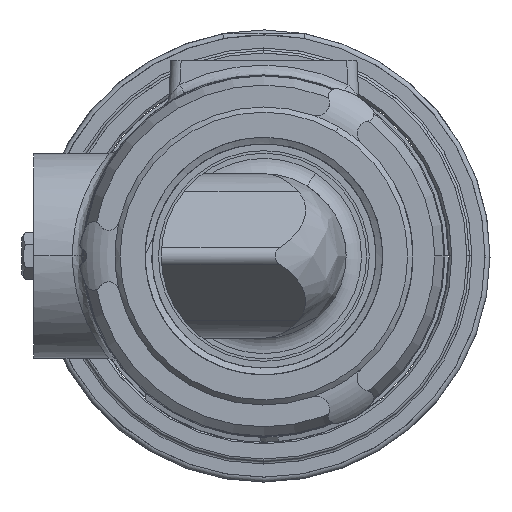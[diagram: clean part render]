
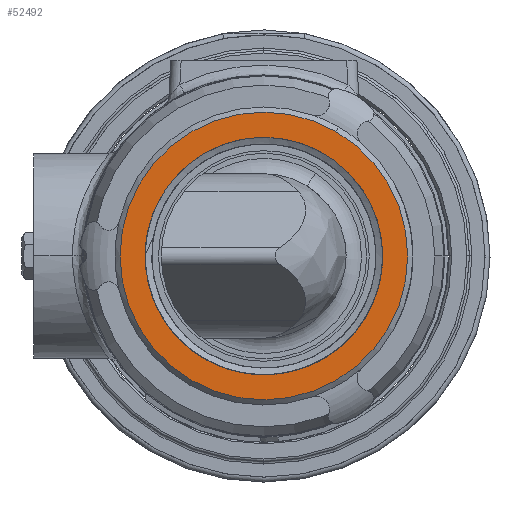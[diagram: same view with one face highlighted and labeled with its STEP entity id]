
A CAD part, left-side view. The second image highlights one B-rep face of the part: STEP entity #52492.
In plain terms, the highlighted planar face has unit normal (-1, 0, 0).
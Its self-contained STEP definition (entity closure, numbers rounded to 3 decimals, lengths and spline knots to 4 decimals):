
#46009=CARTESIAN_POINT('',(-0.759,0.,0.));
#46010=DIRECTION('',(-1.,0.,0.));
#46011=DIRECTION('',(0.,0.5,-0.866));
#46012=AXIS2_PLACEMENT_3D('',#46009,#46010,#46011);
#46014=CARTESIAN_POINT('',(-0.759,0.,0.));
#46015=DIRECTION('',(-1.,0.,0.));
#46016=DIRECTION('',(0.,-0.5,0.866));
#46017=AXIS2_PLACEMENT_3D('',#46014,#46015,#46016);
#46019=CARTESIAN_POINT('',(-0.759,-1.4042,-0.3387));
#46020=CARTESIAN_POINT('',(-0.759,-1.3881,-0.4056));
#46021=CARTESIAN_POINT('',(-0.759,-1.3467,-0.5354));
#46022=CARTESIAN_POINT('',(-0.759,-1.2582,-0.7192));
#46023=CARTESIAN_POINT('',(-0.759,-1.1448,-0.8889));
#46024=CARTESIAN_POINT('',(-0.759,-1.0053,-1.0445));
#46025=CARTESIAN_POINT('',(-0.759,-0.8397,-1.182));
#46026=CARTESIAN_POINT('',(-0.759,-0.654,-1.294));
#46027=CARTESIAN_POINT('',(-0.759,-0.4557,-1.3763));
#46028=CARTESIAN_POINT('',(-0.759,-0.2476,-1.4285));
#46029=CARTESIAN_POINT('',(-0.759,-0.0344,-1.4494));
#46030=CARTESIAN_POINT('',(-0.759,0.1807,-1.4385));
#46031=CARTESIAN_POINT('',(-0.759,0.3903,-1.3962));
#46032=CARTESIAN_POINT('',(-0.759,0.5917,-1.3235));
#46033=CARTESIAN_POINT('',(-0.759,0.7805,-1.2218));
#46034=CARTESIAN_POINT('',(-0.759,0.9544,-1.0915));
#46035=CARTESIAN_POINT('',(-0.759,1.1064,-0.9369));
#46036=CARTESIAN_POINT('',(-0.759,1.2323,-0.7638));
#46037=CARTESIAN_POINT('',(-0.759,1.3325,-0.5718));
#46038=CARTESIAN_POINT('',(-0.759,1.4029,-0.3661));
#46039=CARTESIAN_POINT('',(-0.759,1.4415,-0.1549));
#46040=CARTESIAN_POINT('',(-0.759,1.4486,0.0598));
#46041=CARTESIAN_POINT('',(-0.759,1.4237,0.2736));
#46042=CARTESIAN_POINT('',(-0.759,1.3679,0.4806));
#46043=CARTESIAN_POINT('',(-0.759,1.2807,0.6798));
#46044=CARTESIAN_POINT('',(-0.759,1.1653,0.8626));
#46045=CARTESIAN_POINT('',(-0.759,1.0257,1.0247));
#46046=CARTESIAN_POINT('',(-0.759,0.861,1.1667));
#46047=CARTESIAN_POINT('',(-0.759,0.6774,1.2818));
#46048=CARTESIAN_POINT('',(-0.759,0.4821,1.3673));
#46049=CARTESIAN_POINT('',(-0.759,0.2738,1.4237));
#46050=CARTESIAN_POINT('',(-0.759,0.0606,1.4486));
#46051=CARTESIAN_POINT('',(-0.759,-0.1568,1.4415));
#46052=CARTESIAN_POINT('',(-0.759,-0.3714,1.4015));
#46053=CARTESIAN_POINT('',(-0.759,-0.5721,1.3319));
#46054=CARTESIAN_POINT('',(-0.759,-0.7571,1.236));
#46055=CARTESIAN_POINT('',(-0.759,-0.9259,1.1151));
#46056=CARTESIAN_POINT('',(-0.759,-1.074,0.9731));
#46057=CARTESIAN_POINT('',(-0.759,-1.2007,0.8118));
#46058=CARTESIAN_POINT('',(-0.759,-1.304,0.6327));
#46059=CARTESIAN_POINT('',(-0.759,-1.3805,0.4416));
#46060=CARTESIAN_POINT('',(-0.759,-1.4292,0.2411));
#46061=CARTESIAN_POINT('',(-0.759,-1.4423,0.1052));
#46062=CARTESIAN_POINT('',(-0.759,-1.444,0.0363));
#46064=CARTESIAN_POINT('',(-0.759,-1.444,0.0363));
#46065=CARTESIAN_POINT('',(-0.759,-1.445,-0.0015));
#46066=CARTESIAN_POINT('',(-0.759,-1.444,-0.0797));
#46067=CARTESIAN_POINT('',(-0.759,-1.432,-0.2037));
#46068=CARTESIAN_POINT('',(-0.759,-1.4153,-0.2928));
#46069=CARTESIAN_POINT('',(-0.759,-1.4042,-0.3387));
#51834=CARTESIAN_POINT('',(-0.759,0.8748,-1.5151));
#51836=VERTEX_POINT('',#51834);
#51844=CARTESIAN_POINT('',(-0.759,-0.8748,1.5151));
#51845=VERTEX_POINT('',#51844);
#51979=VERTEX_POINT('',#46019);
#51980=VERTEX_POINT('',#46062);
#52475=CARTESIAN_POINT('',(-0.759,3.0248,-1.1404));
#52476=DIRECTION('',(1.,0.,0.));
#52477=DIRECTION('',(0.,-0.866,-0.5));
#52478=AXIS2_PLACEMENT_3D('',#52475,#52476,#52477);
#52479=PLANE('',#52478);
#52481=ORIENTED_EDGE('',*,*,#52480,.F.);
#52483=ORIENTED_EDGE('',*,*,#52482,.F.);
#52484=EDGE_LOOP('',(#52481,#52483));
#52485=FACE_OUTER_BOUND('',#52484,.F.);
#52487=ORIENTED_EDGE('',*,*,#52486,.F.);
#52489=ORIENTED_EDGE('',*,*,#52488,.F.);
#52490=EDGE_LOOP('',(#52487,#52489));
#52491=FACE_BOUND('',#52490,.F.);
#52492=ADVANCED_FACE('',(#52485,#52491),#52479,.F.);
#46013=CIRCLE('',#46012,1.7495);
#46018=CIRCLE('',#46017,1.7495);
#46063=B_SPLINE_CURVE_WITH_KNOTS('',3,(#46019,#46020,#46021,#46022,#46023,
#46024,#46025,#46026,#46027,#46028,#46029,#46030,#46031,#46032,#46033,#46034,
#46035,#46036,#46037,#46038,#46039,#46040,#46041,#46042,#46043,#46044,#46045,
#46046,#46047,#46048,#46049,#46050,#46051,#46052,#46053,#46054,#46055,#46056,
#46057,#46058,#46059,#46060,#46061,#46062),.UNSPECIFIED.,.F.,.F.,(4,1,1,1,1,1,1,
1,1,1,1,1,1,1,1,1,1,1,1,1,1,1,1,1,1,1,1,1,1,1,1,1,1,1,1,1,1,1,1,1,1,4),(0.,
0.0244,0.0488,0.0732,0.0976,
0.122,0.1463,0.1707,0.1951,
0.2195,0.2439,0.2683,0.2927,
0.3171,0.3415,0.3659,0.3902,
0.4146,0.439,0.4634,0.4878,
0.5122,0.5366,0.561,0.5854,
0.6098,0.6341,0.6585,0.6829,
0.7073,0.7317,0.7561,0.7805,
0.8049,0.8293,0.8537,0.878,
0.9024,0.9268,0.9512,0.9756,1.),
.UNSPECIFIED.);
#46070=B_SPLINE_CURVE_WITH_KNOTS('',3,(#46064,#46065,#46066,#46067,#46068,
#46069),.UNSPECIFIED.,.F.,.F.,(4,1,1,4),(0.,0.3333,
0.6667,1.),.UNSPECIFIED.);
#52480=EDGE_CURVE('',#51836,#51845,#46013,.T.);
#52482=EDGE_CURVE('',#51845,#51836,#46018,.T.);
#52486=EDGE_CURVE('',#51979,#51980,#46063,.T.);
#52488=EDGE_CURVE('',#51980,#51979,#46070,.T.);
